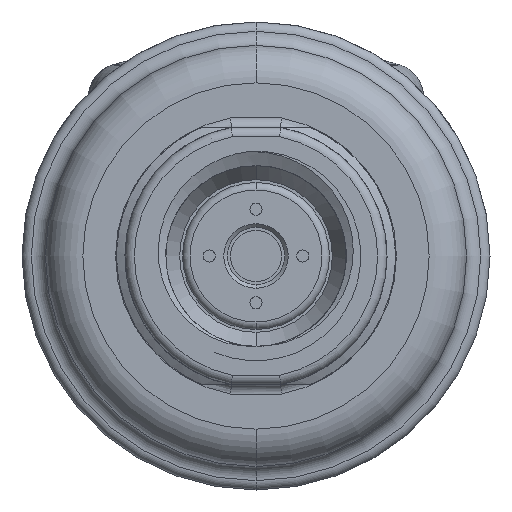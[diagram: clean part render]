
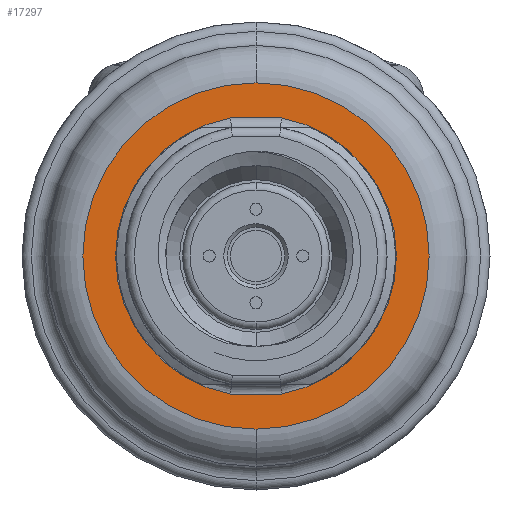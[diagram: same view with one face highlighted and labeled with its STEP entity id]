
A CAD part, front view. The second image highlights one B-rep face of the part: STEP entity #17297.
In plain terms, the highlighted planar face has unit normal (0, -1, 0).
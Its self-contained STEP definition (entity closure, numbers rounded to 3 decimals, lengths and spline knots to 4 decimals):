
#4438=CARTESIAN_POINT('',(0.,-0.1575,0.));
#4439=DIRECTION('',(0.,-1.,0.));
#4440=DIRECTION('',(0.,0.,-1.));
#4441=AXIS2_PLACEMENT_3D('',#4438,#4439,#4440);
#4443=CARTESIAN_POINT('',(0.,-0.1575,0.));
#4444=DIRECTION('',(0.,-1.,0.));
#4445=DIRECTION('',(0.,0.,1.));
#4446=AXIS2_PLACEMENT_3D('',#4443,#4444,#4445);
#4448=CARTESIAN_POINT('',(0.,-0.1575,0.));
#4449=DIRECTION('',(0.,-1.,0.));
#4450=DIRECTION('',(-0.182,0.,0.983));
#4451=AXIS2_PLACEMENT_3D('',#4448,#4449,#4450);
#4453=DIRECTION('',(1.,0.,0.));
#4454=VECTOR('',#4453,0.2147);
#4455=CARTESIAN_POINT('',(-0.1074,-0.1575,
-0.5807));
#4456=LINE('',#4455,#4454);
#4457=CARTESIAN_POINT('',(0.,-0.1575,0.));
#4458=DIRECTION('',(0.,-1.,0.));
#4459=DIRECTION('',(0.182,0.,-0.983));
#4460=AXIS2_PLACEMENT_3D('',#4457,#4458,#4459);
#4462=DIRECTION('',(-1.,0.,0.));
#4463=VECTOR('',#4462,0.2147);
#4464=CARTESIAN_POINT('',(0.1074,-0.1575,
0.5807));
#4465=LINE('',#4464,#4463);
#13820=CARTESIAN_POINT('',(-0.1074,-0.1575,
0.5807));
#13821=CARTESIAN_POINT('',(-0.1074,-0.1575,
-0.5807));
#13822=VERTEX_POINT('',#13820);
#13823=VERTEX_POINT('',#13821);
#13828=CARTESIAN_POINT('',(0.1074,-0.1575,
-0.5807));
#13829=CARTESIAN_POINT('',(0.1074,-0.1575,
0.5807));
#13830=VERTEX_POINT('',#13828);
#13831=VERTEX_POINT('',#13829);
#14080=CARTESIAN_POINT('',(0.,-0.1575,-0.7283));
#14081=CARTESIAN_POINT('',(0.,-0.1575,0.7283));
#14082=VERTEX_POINT('',#14080);
#14083=VERTEX_POINT('',#14081);
#17277=CARTESIAN_POINT('',(0.,-0.1575,0.));
#17278=DIRECTION('',(0.,-1.,0.));
#17279=DIRECTION('',(0.,0.,1.));
#17280=AXIS2_PLACEMENT_3D('',#17277,#17278,#17279);
#17281=PLANE('',#17280);
#17283=ORIENTED_EDGE('',*,*,#17282,.F.);
#17285=ORIENTED_EDGE('',*,*,#17284,.F.);
#17286=EDGE_LOOP('',(#17283,#17285));
#17287=FACE_OUTER_BOUND('',#17286,.F.);
#17289=ORIENTED_EDGE('',*,*,#17288,.T.);
#17291=ORIENTED_EDGE('',*,*,#17290,.T.);
#17292=ORIENTED_EDGE('',*,*,#17267,.T.);
#17294=ORIENTED_EDGE('',*,*,#17293,.T.);
#17295=EDGE_LOOP('',(#17289,#17291,#17292,#17294));
#17296=FACE_BOUND('',#17295,.F.);
#17297=ADVANCED_FACE('',(#17287,#17296),#17281,.T.);
#4442=CIRCLE('',#4441,0.7283);
#4447=CIRCLE('',#4446,0.7283);
#4452=CIRCLE('',#4451,0.5906);
#4461=CIRCLE('',#4460,0.5906);
#17267=EDGE_CURVE('',#13830,#13831,#4461,.T.);
#17282=EDGE_CURVE('',#14082,#14083,#4442,.T.);
#17284=EDGE_CURVE('',#14083,#14082,#4447,.T.);
#17288=EDGE_CURVE('',#13822,#13823,#4452,.T.);
#17290=EDGE_CURVE('',#13823,#13830,#4456,.T.);
#17293=EDGE_CURVE('',#13831,#13822,#4465,.T.);
